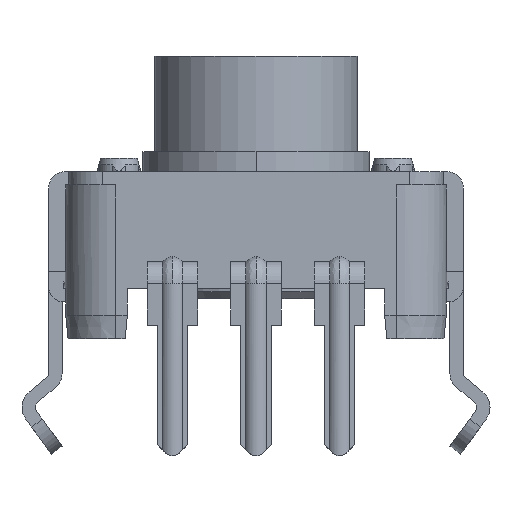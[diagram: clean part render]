
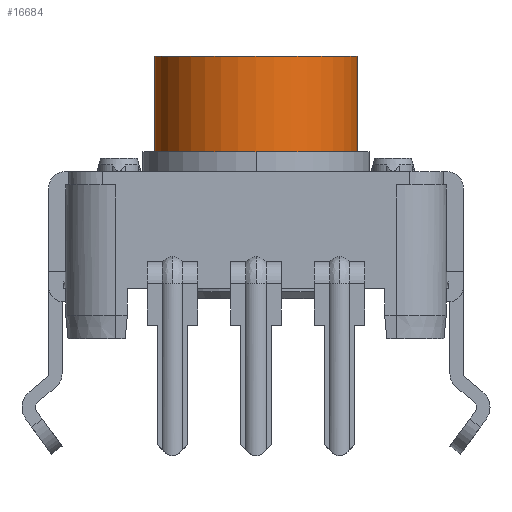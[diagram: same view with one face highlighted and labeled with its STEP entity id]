
A CAD part, front view. The second image highlights one B-rep face of the part: STEP entity #16684.
In plain terms, the highlighted cylindrical face has radius 3.025 mm (diameter 6.05 mm), a partial arc.
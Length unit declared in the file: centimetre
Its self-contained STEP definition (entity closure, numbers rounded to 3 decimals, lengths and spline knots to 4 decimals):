
#456 = EDGE_CURVE ( 'NONE', #3039, #14625, #1313, .T. ) ;
#1313 = CIRCLE ( 'NONE', #9905, 0.3025 ) ;
#1325 = CARTESIAN_POINT ( 'NONE',  ( -0.3025, 0., 0.845 ) ) ;
#1346 = CIRCLE ( 'NONE', #14472, 0.3025 ) ;
#1411 = DIRECTION ( 'NONE',  ( 0., 0., -1. ) ) ;
#1560 = DIRECTION ( 'NONE',  ( -1., 0., 0. ) ) ;
#2335 = DIRECTION ( 'NONE',  ( -1., 0., 0. ) ) ;
#2676 = DIRECTION ( 'NONE',  ( 0., 0., -1. ) ) ;
#2688 = CARTESIAN_POINT ( 'NONE',  ( 0.3025, 0., 0.845 ) ) ;
#2730 = CYLINDRICAL_SURFACE ( 'NONE', #15449, 0.3025 ) ;
#2978 = ORIENTED_EDGE ( 'NONE', *, *, #5833, .T. ) ;
#3039 = VERTEX_POINT ( 'NONE', #8611 ) ;
#3658 = LINE ( 'NONE', #14154, #14613 ) ;
#3960 = VERTEX_POINT ( 'NONE', #1325 ) ;
#5833 = EDGE_CURVE ( 'NONE', #3960, #14625, #3658, .T. ) ;
#6120 = EDGE_LOOP ( 'NONE', ( #9374, #10869, #2978, #7827 ) ) ;
#6709 = DIRECTION ( 'NONE',  ( -1., 0., 0. ) ) ;
#7339 = LINE ( 'NONE', #15208, #10086 ) ;
#7827 = ORIENTED_EDGE ( 'NONE', *, *, #456, .F. ) ;
#7841 = EDGE_CURVE ( 'NONE', #10808, #3039, #7339, .T. ) ;
#8045 = CARTESIAN_POINT ( 'NONE',  ( 0., 0., -0.7436 ) ) ;
#8433 = CARTESIAN_POINT ( 'NONE',  ( 0., 0., 0.845 ) ) ;
#8611 = CARTESIAN_POINT ( 'NONE',  ( 0.3025, 0., 0.56 ) ) ;
#9374 = ORIENTED_EDGE ( 'NONE', *, *, #7841, .F. ) ;
#9905 = AXIS2_PLACEMENT_3D ( 'NONE', #15604, #2676, #2335 ) ;
#10086 = VECTOR ( 'NONE', #12684, 100. ) ;
#10094 = DIRECTION ( 'NONE',  ( 0., 0., -1. ) ) ;
#10579 = EDGE_CURVE ( 'NONE', #10808, #3960, #1346, .T. ) ;
#10808 = VERTEX_POINT ( 'NONE', #2688 ) ;
#10869 = ORIENTED_EDGE ( 'NONE', *, *, #10579, .T. ) ;
#12684 = DIRECTION ( 'NONE',  ( 0., 0., -1. ) ) ;
#12839 = CARTESIAN_POINT ( 'NONE',  ( -0.3025, 0., 0.56 ) ) ;
#14154 = CARTESIAN_POINT ( 'NONE',  ( -0.3025, 0., -0.7436 ) ) ;
#14472 = AXIS2_PLACEMENT_3D ( 'NONE', #8433, #15089, #1560 ) ;
#14613 = VECTOR ( 'NONE', #10094, 100. ) ;
#14625 = VERTEX_POINT ( 'NONE', #12839 ) ;
#14693 = FACE_OUTER_BOUND ( 'NONE', #6120, .T. ) ;
#15089 = DIRECTION ( 'NONE',  ( 0., 0., -1. ) ) ;
#15208 = CARTESIAN_POINT ( 'NONE',  ( 0.3025, 0., -0.7436 ) ) ;
#15449 = AXIS2_PLACEMENT_3D ( 'NONE', #8045, #1411, #6709 ) ;
#15604 = CARTESIAN_POINT ( 'NONE',  ( 0., 0., 0.56 ) ) ;
#16684 = ADVANCED_FACE ( 'NONE', ( #14693 ), #2730, .T. ) ;
